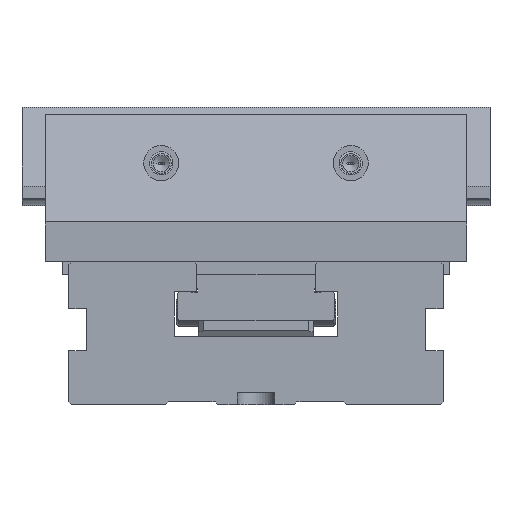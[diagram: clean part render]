
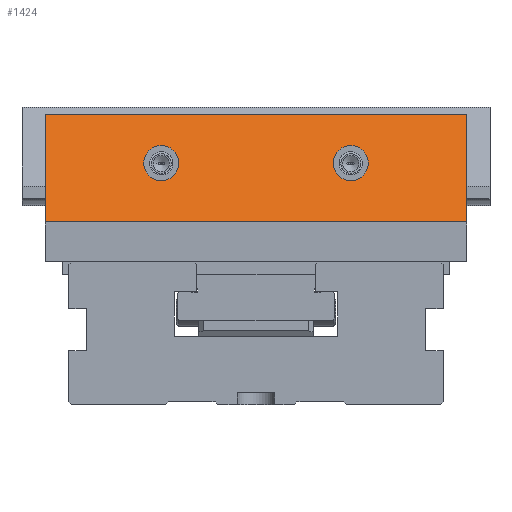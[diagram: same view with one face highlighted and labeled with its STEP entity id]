
A CAD part, left-side view. The second image highlights one B-rep face of the part: STEP entity #1424.
In plain terms, the highlighted planar face has unit normal (-0.924, 0, 0.383).
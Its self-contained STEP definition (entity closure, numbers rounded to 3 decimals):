
#217=ELLIPSE('',#9286,8.118,7.5);
#218=ELLIPSE('',#9301,8.118,7.5);
#761=FACE_BOUND('',#2648,.T.);
#762=FACE_BOUND('',#2649,.T.);
#763=FACE_BOUND('',#2650,.T.);
#1424=ADVANCED_FACE('',(#761,#762,#763),#1840,.F.);
#1840=PLANE('',#9303);
#2648=EDGE_LOOP('',(#3889,#3890,#3891,#3892));
#2649=EDGE_LOOP('',(#3893));
#2650=EDGE_LOOP('',(#3894));
#3889=ORIENTED_EDGE('',*,*,#6621,.T.);
#3890=ORIENTED_EDGE('',*,*,#6605,.T.);
#3891=ORIENTED_EDGE('',*,*,#6638,.T.);
#3892=ORIENTED_EDGE('',*,*,#6625,.T.);
#3893=ORIENTED_EDGE('',*,*,#6671,.F.);
#3894=ORIENTED_EDGE('',*,*,#6665,.F.);
#5668=VERTEX_POINT('',#13481);
#5669=VERTEX_POINT('',#13482);
#5682=VERTEX_POINT('',#13513);
#5685=VERTEX_POINT('',#13521);
#5712=VERTEX_POINT('',#13608);
#5719=VERTEX_POINT('',#13630);
#6605=EDGE_CURVE('',#5668,#5669,#7663,.T.);
#6621=EDGE_CURVE('',#5682,#5668,#7677,.T.);
#6625=EDGE_CURVE('',#5685,#5682,#7680,.T.);
#6638=EDGE_CURVE('',#5669,#5685,#7691,.T.);
#6665=EDGE_CURVE('',#5712,#5712,#217,.T.);
#6671=EDGE_CURVE('',#5719,#5719,#218,.T.);
#7663=LINE('',#13480,#8460);
#7677=LINE('',#13512,#8474);
#7680=LINE('',#13520,#8477);
#7691=LINE('',#13545,#8488);
#8460=VECTOR('',#10544,1.);
#8474=VECTOR('',#10566,1.);
#8477=VECTOR('',#10573,1.);
#8488=VECTOR('',#10592,1.);
#9286=AXIS2_PLACEMENT_3D('',#13607,#10666,#10667);
#9301=AXIS2_PLACEMENT_3D('',#13629,#10696,#10697);
#9303=AXIS2_PLACEMENT_3D('',#13632,#10700,#10701);
#10544=DIRECTION('',(0.,1.,0.));
#10566=DIRECTION('',(0.383,0.,0.924));
#10573=DIRECTION('',(0.,-1.,0.));
#10592=DIRECTION('',(-0.383,0.,-0.924));
#10666=DIRECTION('',(-0.924,0.,0.383));
#10667=DIRECTION('',(0.383,0.,0.924));
#10696=DIRECTION('',(-0.924,0.,0.383));
#10697=DIRECTION('',(0.383,0.,0.924));
#10700=DIRECTION('',(0.924,0.,-0.383));
#10701=DIRECTION('',(-0.383,0.,-0.924));
#13480=CARTESIAN_POINT('',(19.042,80.,124.4));
#13481=CARTESIAN_POINT('',(19.042,-10.,124.4));
#13482=CARTESIAN_POINT('',(19.042,170.,124.4));
#13512=CARTESIAN_POINT('',(0.589,-10.,79.853));
#13513=CARTESIAN_POINT('',(0.,-10.,78.43));
#13520=CARTESIAN_POINT('',(0.,80.,78.43));
#13521=CARTESIAN_POINT('',(0.,170.,78.43));
#13545=CARTESIAN_POINT('',(0.589,170.,79.853));
#13607=CARTESIAN_POINT('',(10.405,120.5,103.55));
#13608=CARTESIAN_POINT('',(13.512,120.5,111.05));
#13629=CARTESIAN_POINT('',(10.405,39.5,103.55));
#13630=CARTESIAN_POINT('',(13.512,39.5,111.05));
#13632=CARTESIAN_POINT('',(21.926,80.,131.363));
